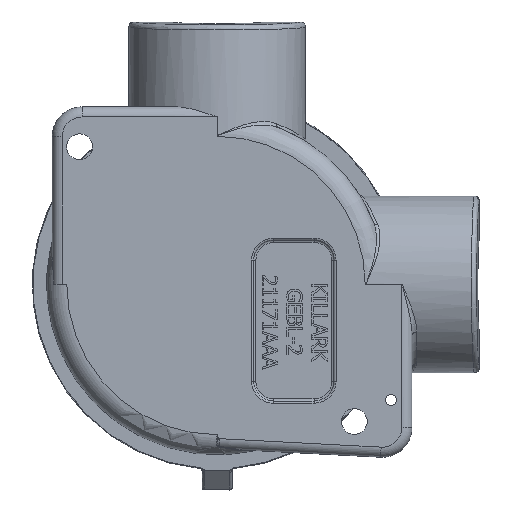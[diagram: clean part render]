
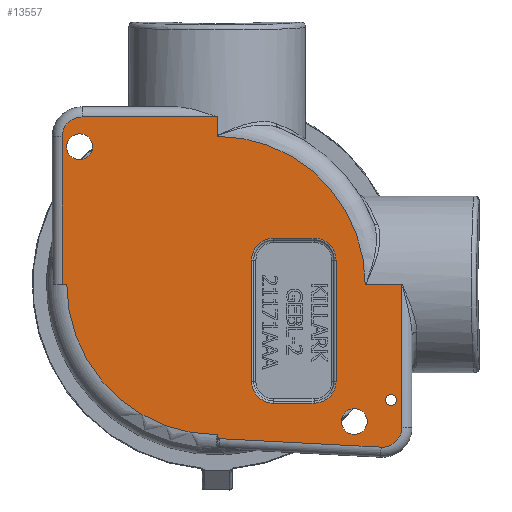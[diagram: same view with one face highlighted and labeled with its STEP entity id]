
A CAD part, front view. The second image highlights one B-rep face of the part: STEP entity #13557.
In plain terms, the highlighted planar face has unit normal (0, -1, 0).
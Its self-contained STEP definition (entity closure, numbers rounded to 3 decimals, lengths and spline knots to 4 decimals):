
#123=FACE_BOUND('',#4232,.T.);
#124=FACE_BOUND('',#4233,.T.);
#125=FACE_BOUND('',#4234,.T.);
#126=FACE_BOUND('',#4235,.T.);
#242=PLANE('',#14605);
#636=LINE('',#18414,#1859);
#965=LINE('',#45802,#2188);
#966=LINE('',#45826,#2189);
#967=LINE('',#45829,#2190);
#969=LINE('',#45844,#2192);
#970=LINE('',#45846,#2193);
#971=LINE('',#45848,#2194);
#972=LINE('',#45851,#2195);
#973=LINE('',#45860,#2196);
#974=LINE('',#45869,#2197);
#975=LINE('',#45879,#2198);
#1859=VECTOR('',#15114,0.3937);
#2188=VECTOR('',#16303,0.3937);
#2189=VECTOR('',#16316,0.3937);
#2190=VECTOR('',#16319,0.3937);
#2192=VECTOR('',#16327,0.3937);
#2193=VECTOR('',#16328,0.3937);
#2194=VECTOR('',#16331,0.3937);
#2195=VECTOR('',#16332,0.03);
#2196=VECTOR('',#16333,0.03);
#2197=VECTOR('',#16334,0.03);
#2198=VECTOR('',#16335,0.03);
#3418=FACE_OUTER_BOUND('',#4231,.T.);
#4231=EDGE_LOOP('',(#10342,#10343,#10344,#10345,#10346,#10347,#10348,#10349,
#10350,#10351,#10352,#10353));
#4232=EDGE_LOOP('',(#10354));
#4233=EDGE_LOOP('',(#10355));
#4234=EDGE_LOOP('',(#10356));
#4235=EDGE_LOOP('',(#10357,#10358,#10359,#10360,#10361,#10362,#10363,#10364));
#4818=B_SPLINE_CURVE_WITH_KNOTS('',3,(#18340,#18341,#18342,#18343,#18344,
#18345),.UNSPECIFIED.,.F.,.F.,(4,2,4),(0.4383,0.578,
0.5789),.UNSPECIFIED.);
#5018=B_SPLINE_CURVE_WITH_KNOTS('',3,(#45853,#45854,#45855,#45856,#45857,
#45858),.UNSPECIFIED.,.F.,.F.,(4,1,1,4),(3.2432,3.707,
4.0162,4.3254),.UNSPECIFIED.);
#5019=B_SPLINE_CURVE_WITH_KNOTS('',3,(#45862,#45863,#45864,#45865,#45866,
#45867),.UNSPECIFIED.,.F.,.F.,(4,1,1,4),(3.2432,3.5524,
3.8616,4.3254),.UNSPECIFIED.);
#5020=B_SPLINE_CURVE_WITH_KNOTS('',3,(#45871,#45872,#45873,#45874,#45875,
#45876,#45877),.UNSPECIFIED.,.F.,.F.,(4,1,1,1,4),(0.,0.3089,
0.6178,0.8494,1.0811),.UNSPECIFIED.);
#5021=B_SPLINE_CURVE_WITH_KNOTS('',3,(#45880,#45881,#45882,#45883,#45884,
#45885,#45886),.UNSPECIFIED.,.F.,.F.,(4,1,1,1,4),(0.,0.3089,
0.6178,0.8494,1.0811),.UNSPECIFIED.);
#5291=CIRCLE('',#14180,1.8633);
#5495=CIRCLE('',#14588,0.1605);
#5497=CIRCLE('',#14591,0.1605);
#5499=CIRCLE('',#14594,0.068);
#5503=CIRCLE('',#14600,0.245);
#5506=CIRCLE('',#14606,0.245);
#5507=CIRCLE('',#14607,1.834);
#5602=VERTEX_POINT('',#18301);
#5603=VERTEX_POINT('',#18338);
#5607=VERTEX_POINT('',#18412);
#5631=VERTEX_POINT('',#19010);
#6124=VERTEX_POINT('',#45783);
#6126=VERTEX_POINT('',#45789);
#6128=VERTEX_POINT('',#45795);
#6129=VERTEX_POINT('',#45799);
#6130=VERTEX_POINT('',#45801);
#6131=VERTEX_POINT('',#45805);
#6132=VERTEX_POINT('',#45809);
#6134=VERTEX_POINT('',#45828);
#6137=VERTEX_POINT('',#45841);
#6138=VERTEX_POINT('',#45843);
#6139=VERTEX_POINT('',#45845);
#6140=VERTEX_POINT('',#45849);
#6141=VERTEX_POINT('',#45850);
#6142=VERTEX_POINT('',#45852);
#6143=VERTEX_POINT('',#45859);
#6144=VERTEX_POINT('',#45861);
#6145=VERTEX_POINT('',#45868);
#6146=VERTEX_POINT('',#45870);
#6147=VERTEX_POINT('',#45878);
#6922=EDGE_CURVE('',#5603,#5602,#4818,.T.);
#6929=EDGE_CURVE('',#5607,#5603,#636,.T.);
#6960=EDGE_CURVE('',#5602,#5631,#5291,.T.);
#7691=EDGE_CURVE('',#6124,#6124,#5495,.T.);
#7694=EDGE_CURVE('',#6126,#6126,#5497,.T.);
#7697=EDGE_CURVE('',#6128,#6128,#5499,.T.);
#7699=EDGE_CURVE('',#6129,#6130,#965,.T.);
#7702=EDGE_CURVE('',#6130,#6131,#5503,.T.);
#7705=EDGE_CURVE('',#6131,#6132,#966,.T.);
#7706=EDGE_CURVE('',#6132,#6134,#967,.T.);
#7710=EDGE_CURVE('',#6137,#5607,#5506,.T.);
#7711=EDGE_CURVE('',#6138,#6137,#969,.T.);
#7712=EDGE_CURVE('',#6138,#6139,#970,.T.);
#7713=EDGE_CURVE('',#6134,#6139,#5507,.T.);
#7714=EDGE_CURVE('',#6129,#5631,#971,.T.);
#7715=EDGE_CURVE('',#6140,#6141,#972,.T.);
#7716=EDGE_CURVE('',#6142,#6140,#5018,.T.);
#7717=EDGE_CURVE('',#6143,#6142,#973,.T.);
#7718=EDGE_CURVE('',#6144,#6143,#5019,.T.);
#7719=EDGE_CURVE('',#6145,#6144,#974,.T.);
#7720=EDGE_CURVE('',#6146,#6145,#5020,.T.);
#7721=EDGE_CURVE('',#6147,#6146,#975,.T.);
#7722=EDGE_CURVE('',#6141,#6147,#5021,.T.);
#10342=ORIENTED_EDGE('',*,*,#6922,.F.);
#10343=ORIENTED_EDGE('',*,*,#6929,.F.);
#10344=ORIENTED_EDGE('',*,*,#7710,.F.);
#10345=ORIENTED_EDGE('',*,*,#7711,.F.);
#10346=ORIENTED_EDGE('',*,*,#7712,.T.);
#10347=ORIENTED_EDGE('',*,*,#7713,.F.);
#10348=ORIENTED_EDGE('',*,*,#7706,.F.);
#10349=ORIENTED_EDGE('',*,*,#7705,.F.);
#10350=ORIENTED_EDGE('',*,*,#7702,.F.);
#10351=ORIENTED_EDGE('',*,*,#7699,.F.);
#10352=ORIENTED_EDGE('',*,*,#7714,.T.);
#10353=ORIENTED_EDGE('',*,*,#6960,.F.);
#10354=ORIENTED_EDGE('',*,*,#7691,.T.);
#10355=ORIENTED_EDGE('',*,*,#7694,.T.);
#10356=ORIENTED_EDGE('',*,*,#7697,.T.);
#10357=ORIENTED_EDGE('',*,*,#7715,.F.);
#10358=ORIENTED_EDGE('',*,*,#7716,.F.);
#10359=ORIENTED_EDGE('',*,*,#7717,.F.);
#10360=ORIENTED_EDGE('',*,*,#7718,.F.);
#10361=ORIENTED_EDGE('',*,*,#7719,.F.);
#10362=ORIENTED_EDGE('',*,*,#7720,.F.);
#10363=ORIENTED_EDGE('',*,*,#7721,.F.);
#10364=ORIENTED_EDGE('',*,*,#7722,.F.);
#13557=ADVANCED_FACE('',(#3418,#123,#124,#125,#126),#242,.T.);
#14180=AXIS2_PLACEMENT_3D('',#19011,#15141,#15142);
#14588=AXIS2_PLACEMENT_3D('',#45785,#16283,#16284);
#14591=AXIS2_PLACEMENT_3D('',#45791,#16290,#16291);
#14594=AXIS2_PLACEMENT_3D('',#45797,#16297,#16298);
#14600=AXIS2_PLACEMENT_3D('',#45807,#16310,#16311);
#14605=AXIS2_PLACEMENT_3D('',#45840,#16323,#16324);
#14606=AXIS2_PLACEMENT_3D('',#45842,#16325,#16326);
#14607=AXIS2_PLACEMENT_3D('',#45847,#16329,#16330);
#15114=DIRECTION('',(-0.999,0.,0.052));
#15141=DIRECTION('center_axis',(0.,1.,0.));
#15142=DIRECTION('ref_axis',(1.,0.,0.));
#16283=DIRECTION('center_axis',(0.,1.,0.));
#16284=DIRECTION('ref_axis',(-1.,0.,0.));
#16290=DIRECTION('center_axis',(0.,1.,0.));
#16291=DIRECTION('ref_axis',(-1.,0.,0.));
#16297=DIRECTION('center_axis',(0.,1.,0.));
#16298=DIRECTION('ref_axis',(-1.,0.,0.));
#16303=DIRECTION('',(0.,0.,1.));
#16310=DIRECTION('center_axis',(0.,1.,0.));
#16311=DIRECTION('ref_axis',(-0.707,0.,0.707));
#16316=DIRECTION('',(1.,0.,0.));
#16319=DIRECTION('',(0.,0.,-1.));
#16323=DIRECTION('center_axis',(0.,-1.,0.));
#16324=DIRECTION('ref_axis',(0.,0.,-1.));
#16325=DIRECTION('center_axis',(0.,1.,0.));
#16326=DIRECTION('ref_axis',(0.688,0.,-0.725));
#16327=DIRECTION('',(0.,0.,-1.));
#16328=DIRECTION('',(-1.,0.,0.));
#16329=DIRECTION('center_axis',(0.,1.,0.));
#16330=DIRECTION('ref_axis',(0.707,0.,0.707));
#16331=DIRECTION('',(1.,0.,0.));
#16332=DIRECTION('',(-1.,0.,0.));
#16333=DIRECTION('',(0.,0.,1.));
#16334=DIRECTION('',(1.,0.,0.));
#16335=DIRECTION('',(0.,0.,-1.));
#18301=CARTESIAN_POINT('',(0.,-3.5,-1.8633));
#18338=CARTESIAN_POINT('',(0.0264,-3.5,-1.912));
#18340=CARTESIAN_POINT('Ctrl Pts',(0.0264,-3.5,-1.912));
#18341=CARTESIAN_POINT('Ctrl Pts',(0.0181,-3.5,-1.8956));
#18342=CARTESIAN_POINT('Ctrl Pts',(0.0092,-3.5,
-1.8796));
#18343=CARTESIAN_POINT('Ctrl Pts',(0.0001,-3.5,-1.8635));
#18344=CARTESIAN_POINT('Ctrl Pts',(0.0001,-3.5,-1.8634));
#18345=CARTESIAN_POINT('Ctrl Pts',(0.,-3.5,-1.8633));
#18412=CARTESIAN_POINT('',(2.0312,-3.5,-2.017));
#18414=CARTESIAN_POINT('',(-0.5752,-3.5,-1.8805));
#19010=CARTESIAN_POINT('',(-1.8633,-3.5,0.));
#19011=CARTESIAN_POINT('Origin',(0.,-3.5,0.));
#45783=CARTESIAN_POINT('',(1.8597,-3.5,-1.6992));
#45785=CARTESIAN_POINT('Origin',(1.6992,-3.5,-1.6992));
#45789=CARTESIAN_POINT('',(-1.5436,-3.5,1.7041));
#45791=CARTESIAN_POINT('Origin',(-1.7041,-3.5,1.7041));
#45795=CARTESIAN_POINT('',(2.2212,-3.5,-1.4322));
#45797=CARTESIAN_POINT('Origin',(2.1532,-3.5,-1.4322));
#45799=CARTESIAN_POINT('',(-1.919,-3.5,0.));
#45801=CARTESIAN_POINT('',(-1.919,-3.5,1.8289));
#45802=CARTESIAN_POINT('',(-1.919,-3.5,0.2854));
#45805=CARTESIAN_POINT('',(-1.674,-3.5,2.0739));
#45807=CARTESIAN_POINT('Origin',(-1.674,-3.5,1.8289));
#45809=CARTESIAN_POINT('',(0.,-3.5,2.0739));
#45826=CARTESIAN_POINT('',(-0.5306,-3.5,2.0739));
#45828=CARTESIAN_POINT('',(0.,-3.5,1.834));
#45829=CARTESIAN_POINT('',(0.,-3.5,2.1989));
#45840=CARTESIAN_POINT('Origin',(-1.0611,-3.5,0.));
#45841=CARTESIAN_POINT('',(2.289,-3.5,-1.7724));
#45842=CARTESIAN_POINT('Origin',(2.044,-3.5,-1.7724));
#45843=CARTESIAN_POINT('',(2.289,-3.5,0.));
#45844=CARTESIAN_POINT('',(2.289,-3.5,-1.0611));
#45845=CARTESIAN_POINT('',(1.834,-3.5,0.));
#45846=CARTESIAN_POINT('',(2.414,-3.5,0.));
#45847=CARTESIAN_POINT('Origin',(0.,-3.5,0.));
#45848=CARTESIAN_POINT('',(2.414,-3.5,0.));
#45849=CARTESIAN_POINT('',(1.2,-3.5,0.5727));
#45850=CARTESIAN_POINT('',(0.7,-3.5,0.5727));
#45851=CARTESIAN_POINT('',(1.075,-3.5,0.5727));
#45852=CARTESIAN_POINT('',(1.4727,-3.5,0.3));
#45853=CARTESIAN_POINT('Ctrl Pts',(1.4727,-3.5,0.3));
#45854=CARTESIAN_POINT('Ctrl Pts',(1.4727,-3.5,0.3611));
#45855=CARTESIAN_POINT('Ctrl Pts',(1.4368,-3.5,0.4631));
#45856=CARTESIAN_POINT('Ctrl Pts',(1.3216,-3.5,0.5542));
#45857=CARTESIAN_POINT('Ctrl Pts',(1.2406,-3.5,0.5727));
#45858=CARTESIAN_POINT('Ctrl Pts',(1.2,-3.5,0.5727));
#45859=CARTESIAN_POINT('',(1.4727,-3.5,-1.2));
#45860=CARTESIAN_POINT('',(1.4727,-3.5,-0.825));
#45861=CARTESIAN_POINT('',(1.2,-3.5,-1.4727));
#45862=CARTESIAN_POINT('Ctrl Pts',(1.2,-3.5,-1.4727));
#45863=CARTESIAN_POINT('Ctrl Pts',(1.2407,-3.5,-1.4727));
#45864=CARTESIAN_POINT('Ctrl Pts',(1.3222,-3.5,-1.454));
#45865=CARTESIAN_POINT('Ctrl Pts',(1.4371,-3.5,-1.3623));
#45866=CARTESIAN_POINT('Ctrl Pts',(1.4727,-3.5,-1.2609));
#45867=CARTESIAN_POINT('Ctrl Pts',(1.4727,-3.5,-1.2));
#45868=CARTESIAN_POINT('',(0.7,-3.5,-1.4727));
#45869=CARTESIAN_POINT('',(0.825,-3.5,-1.4727));
#45870=CARTESIAN_POINT('',(0.4273,-3.5,-1.2));
#45871=CARTESIAN_POINT('Ctrl Pts',(0.4273,-3.5,-1.2));
#45872=CARTESIAN_POINT('Ctrl Pts',(0.4273,-3.5,-1.2405));
#45873=CARTESIAN_POINT('Ctrl Pts',(0.4459,-3.5,-1.3224));
#45874=CARTESIAN_POINT('Ctrl Pts',(0.5177,-3.5,-1.4122));
#45875=CARTESIAN_POINT('Ctrl Pts',(0.6082,-3.5,-1.4623));
#45876=CARTESIAN_POINT('Ctrl Pts',(0.6696,-3.5,-1.4727));
#45877=CARTESIAN_POINT('Ctrl Pts',(0.7,-3.5,-1.4727));
#45878=CARTESIAN_POINT('',(0.4273,-3.5,0.3));
#45879=CARTESIAN_POINT('',(0.4273,-3.5,-0.075));
#45880=CARTESIAN_POINT('Ctrl Pts',(0.7,-3.5,0.5727));
#45881=CARTESIAN_POINT('Ctrl Pts',(0.6595,-3.5,0.5727));
#45882=CARTESIAN_POINT('Ctrl Pts',(0.5776,-3.5,0.5541));
#45883=CARTESIAN_POINT('Ctrl Pts',(0.4878,-3.5,0.4823));
#45884=CARTESIAN_POINT('Ctrl Pts',(0.4377,-3.5,0.3918));
#45885=CARTESIAN_POINT('Ctrl Pts',(0.4273,-3.5,0.3304));
#45886=CARTESIAN_POINT('Ctrl Pts',(0.4273,-3.5,0.3));
